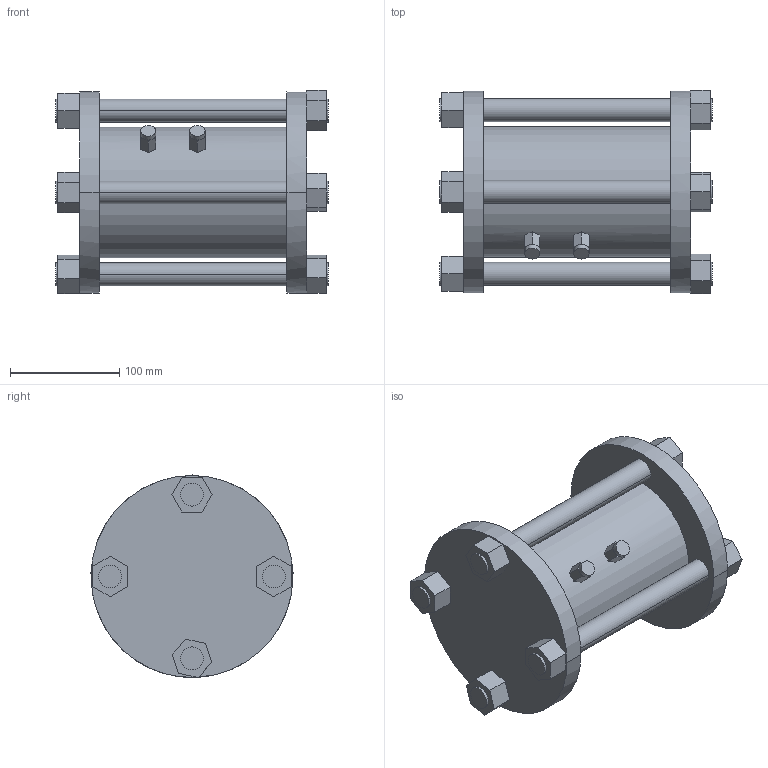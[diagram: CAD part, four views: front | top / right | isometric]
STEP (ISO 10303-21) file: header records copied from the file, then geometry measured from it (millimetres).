
FILE_DESCRIPTION(('CATIA V5 STEP Exchange'),'2;1');
FILE_NAME('STEP_103113_-_TST.stp','2018-09-05T06:30:15+00:00',('none'),('none'),'CATIA Version 5-6 Release 2016 SP4','CATIA V5 STEP AP203','none');
FILE_SCHEMA(('CONFIG_CONTROL_DESIGN'));
Length unit declared in the file: millimetre
Products named in the file (1): 103111 013 - TST
Bounding box: 250 x 186.34 x 186.06 mm (x, y, z)
Volume: 3293401.2 mm3; surface area: 252567.4 mm2
Topology: 1 solids, 1 shells, 157 faces, 372 edges, 241 vertices
Faces by surface type: plane 107, cylinder 50
Entity records: 4095 total; most frequent: ORIENTED_EDGE 740, CARTESIAN_POINT 723, DIRECTION 532, EDGE_CURVE 370, VECTOR 240, LINE 240, VERTEX_POINT 238, AXIS2_PLACEMENT_3D 209
